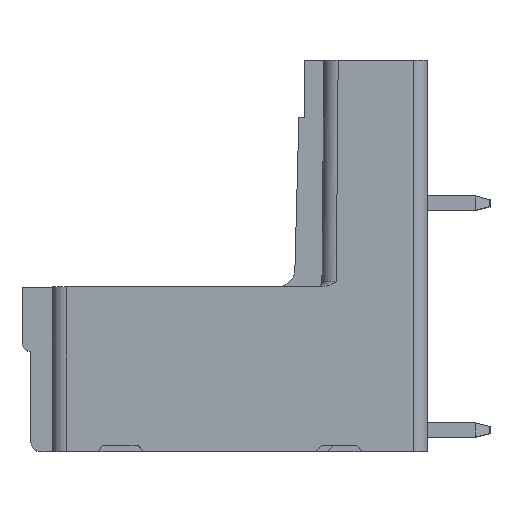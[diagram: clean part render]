
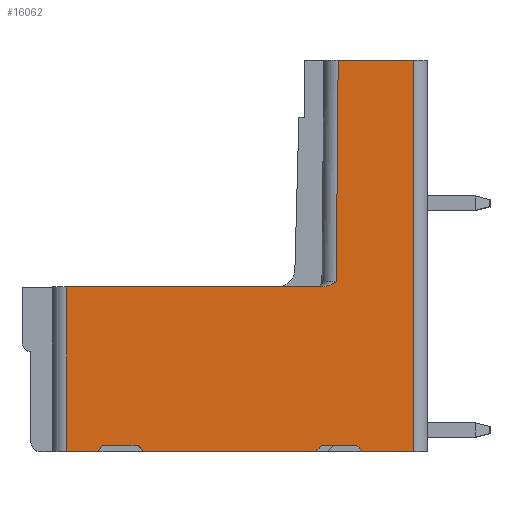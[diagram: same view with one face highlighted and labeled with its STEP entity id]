
A CAD part, top view. The second image highlights one B-rep face of the part: STEP entity #16062.
In plain terms, the highlighted planar face has unit normal (0, 0, 1).
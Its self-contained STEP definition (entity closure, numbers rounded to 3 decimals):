
#1618=DIRECTION('',(1.,0.,0.));
#1619=VECTOR('',#1618,1.7);
#1620=CARTESIAN_POINT('',(-20.194,0.,
-95.973));
#1621=LINE('',#1620,#1619);
#1642=DIRECTION('',(1.,0.,0.));
#1643=VECTOR('',#1642,9.65);
#1644=CARTESIAN_POINT('',(-15.894,0.,
-95.973));
#1645=LINE('',#1644,#1643);
#2376=DIRECTION('',(-1.,0.,0.));
#2377=VECTOR('',#2376,14.337);
#2378=CARTESIAN_POINT('',(-5.857,9.2,
-95.973));
#2379=LINE('',#2378,#2377);
#2697=CARTESIAN_POINT('',(-5.857,9.2,
-95.973));
#2698=CARTESIAN_POINT('',(-5.826,9.2,
-95.973));
#2699=CARTESIAN_POINT('',(-5.76,9.204,
-95.973));
#2700=CARTESIAN_POINT('',(-5.649,9.226,
-95.973));
#2701=CARTESIAN_POINT('',(-5.528,9.266,
-95.973));
#2702=CARTESIAN_POINT('',(-5.398,9.326,
-95.973));
#2703=CARTESIAN_POINT('',(-5.257,9.404,
-95.973));
#2704=CARTESIAN_POINT('',(-5.155,9.467,
-95.973));
#2705=CARTESIAN_POINT('',(-5.102,9.5,
-95.973));
#2707=DIRECTION('',(0.009,1.,0.));
#2708=VECTOR('',#2707,12.4);
#2709=CARTESIAN_POINT('',(-5.102,9.5,
-95.973));
#2710=LINE('',#2709,#2708);
#2711=DIRECTION('',(-1.,0.,0.));
#2712=VECTOR('',#2711,2.85);
#2713=CARTESIAN_POINT('',(-0.794,0.,
-95.973));
#2714=LINE('',#2713,#2712);
#2715=DIRECTION('',(-0.707,0.707,0.));
#2716=VECTOR('',#2715,0.424);
#2717=CARTESIAN_POINT('',(-3.644,0.,
-95.973));
#2718=LINE('',#2717,#2716);
#2719=DIRECTION('',(-1.,0.,0.));
#2720=VECTOR('',#2719,2.);
#2721=CARTESIAN_POINT('',(-3.944,0.3,
-95.973));
#2722=LINE('',#2721,#2720);
#2723=DIRECTION('',(-0.707,-0.707,0.));
#2724=VECTOR('',#2723,0.424);
#2725=CARTESIAN_POINT('',(-5.944,0.3,
-95.973));
#2726=LINE('',#2725,#2724);
#2727=DIRECTION('',(-0.707,0.707,0.));
#2728=VECTOR('',#2727,0.424);
#2729=CARTESIAN_POINT('',(-15.894,0.,
-95.973));
#2730=LINE('',#2729,#2728);
#2731=DIRECTION('',(-1.,0.,0.));
#2732=VECTOR('',#2731,2.);
#2733=CARTESIAN_POINT('',(-16.194,0.3,
-95.973));
#2734=LINE('',#2733,#2732);
#2735=DIRECTION('',(-0.707,-0.707,0.));
#2736=VECTOR('',#2735,0.424);
#2737=CARTESIAN_POINT('',(-18.194,0.3,
-95.973));
#2738=LINE('',#2737,#2736);
#2739=CARTESIAN_POINT('',(-5.857,9.2,
-95.973));
#2932=DIRECTION('',(-1.,0.,0.));
#2933=VECTOR('',#2932,4.2);
#2934=CARTESIAN_POINT('',(-0.794,21.9,-95.973));
#2935=LINE('',#2934,#2933);
#6790=DIRECTION('',(0.,1.,0.));
#6791=VECTOR('',#6790,21.9);
#6792=CARTESIAN_POINT('',(-0.794,0.,
-95.973));
#6793=LINE('',#6792,#6791);
#6815=DIRECTION('',(0.,-1.,0.));
#6816=VECTOR('',#6815,9.2);
#6817=CARTESIAN_POINT('',(-20.194,9.2,-95.973));
#6818=LINE('',#6817,#6816);
#10527=VERTEX_POINT('',#2739);
#10528=CARTESIAN_POINT('',(-20.194,9.2,-95.973));
#10529=VERTEX_POINT('',#10528);
#10580=CARTESIAN_POINT('',(-0.794,21.9,-95.973));
#10581=VERTEX_POINT('',#10580);
#10582=CARTESIAN_POINT('',(-4.994,21.9,-95.973));
#10583=VERTEX_POINT('',#10582);
#10949=CARTESIAN_POINT('',(-20.194,0.,
-95.973));
#10950=VERTEX_POINT('',#10949);
#10951=CARTESIAN_POINT('',(-18.494,0.,
-95.973));
#10952=VERTEX_POINT('',#10951);
#10965=CARTESIAN_POINT('',(-15.894,0.,
-95.973));
#10966=VERTEX_POINT('',#10965);
#10967=CARTESIAN_POINT('',(-6.244,0.,
-95.973));
#10968=VERTEX_POINT('',#10967);
#10973=CARTESIAN_POINT('',(-3.644,0.,
-95.973));
#10974=VERTEX_POINT('',#10973);
#10975=CARTESIAN_POINT('',(-0.794,0.,
-95.973));
#10976=VERTEX_POINT('',#10975);
#11069=VERTEX_POINT('',#2705);
#11070=CARTESIAN_POINT('',(-3.944,0.3,
-95.973));
#11071=VERTEX_POINT('',#11070);
#11072=CARTESIAN_POINT('',(-5.944,0.3,
-95.973));
#11073=VERTEX_POINT('',#11072);
#11074=CARTESIAN_POINT('',(-16.194,0.3,
-95.973));
#11075=VERTEX_POINT('',#11074);
#11076=CARTESIAN_POINT('',(-18.194,0.3,
-95.973));
#11077=VERTEX_POINT('',#11076);
#16032=CARTESIAN_POINT('',(-6.202,9.5,-95.973));
#16033=DIRECTION('',(0.,0.,1.));
#16034=DIRECTION('',(-1.,0.,0.));
#16035=AXIS2_PLACEMENT_3D('',#16032,#16033,#16034);
#16036=PLANE('',#16035);
#16037=ORIENTED_EDGE('',*,*,#15439,.F.);
#16039=ORIENTED_EDGE('',*,*,#16038,.T.);
#16041=ORIENTED_EDGE('',*,*,#16040,.T.);
#16043=ORIENTED_EDGE('',*,*,#16042,.F.);
#16045=ORIENTED_EDGE('',*,*,#16044,.F.);
#16046=ORIENTED_EDGE('',*,*,#14545,.T.);
#16048=ORIENTED_EDGE('',*,*,#16047,.T.);
#16050=ORIENTED_EDGE('',*,*,#16049,.T.);
#16052=ORIENTED_EDGE('',*,*,#16051,.T.);
#16053=ORIENTED_EDGE('',*,*,#14521,.F.);
#16054=ORIENTED_EDGE('',*,*,#15999,.T.);
#16055=ORIENTED_EDGE('',*,*,#16013,.T.);
#16056=ORIENTED_EDGE('',*,*,#16026,.T.);
#16057=ORIENTED_EDGE('',*,*,#14505,.F.);
#16059=ORIENTED_EDGE('',*,*,#16058,.F.);
#16060=EDGE_LOOP('',(#16037,#16039,#16041,#16043,#16045,#16046,#16048,#16050,
#16052,#16053,#16054,#16055,#16056,#16057,#16059));
#16061=FACE_OUTER_BOUND('',#16060,.F.);
#16062=ADVANCED_FACE('',(#16061),#16036,.T.);
#2706=B_SPLINE_CURVE_WITH_KNOTS('',3,(#2697,#2698,#2699,#2700,#2701,#2702,#2703,
#2704,#2705),.UNSPECIFIED.,.F.,.F.,(4,1,1,1,1,1,4),(0.,0.167,
0.333,0.5,0.667,0.833,1.),
.UNSPECIFIED.);
#14505=EDGE_CURVE('',#10950,#10952,#1621,.T.);
#14521=EDGE_CURVE('',#10966,#10968,#1645,.T.);
#14545=EDGE_CURVE('',#10976,#10974,#2714,.T.);
#15439=EDGE_CURVE('',#10527,#10529,#2379,.T.);
#15999=EDGE_CURVE('',#10966,#11075,#2730,.T.);
#16013=EDGE_CURVE('',#11075,#11077,#2734,.T.);
#16026=EDGE_CURVE('',#11077,#10952,#2738,.T.);
#16038=EDGE_CURVE('',#10527,#11069,#2706,.T.);
#16040=EDGE_CURVE('',#11069,#10583,#2710,.T.);
#16042=EDGE_CURVE('',#10581,#10583,#2935,.T.);
#16044=EDGE_CURVE('',#10976,#10581,#6793,.T.);
#16047=EDGE_CURVE('',#10974,#11071,#2718,.T.);
#16049=EDGE_CURVE('',#11071,#11073,#2722,.T.);
#16051=EDGE_CURVE('',#11073,#10968,#2726,.T.);
#16058=EDGE_CURVE('',#10529,#10950,#6818,.T.);
